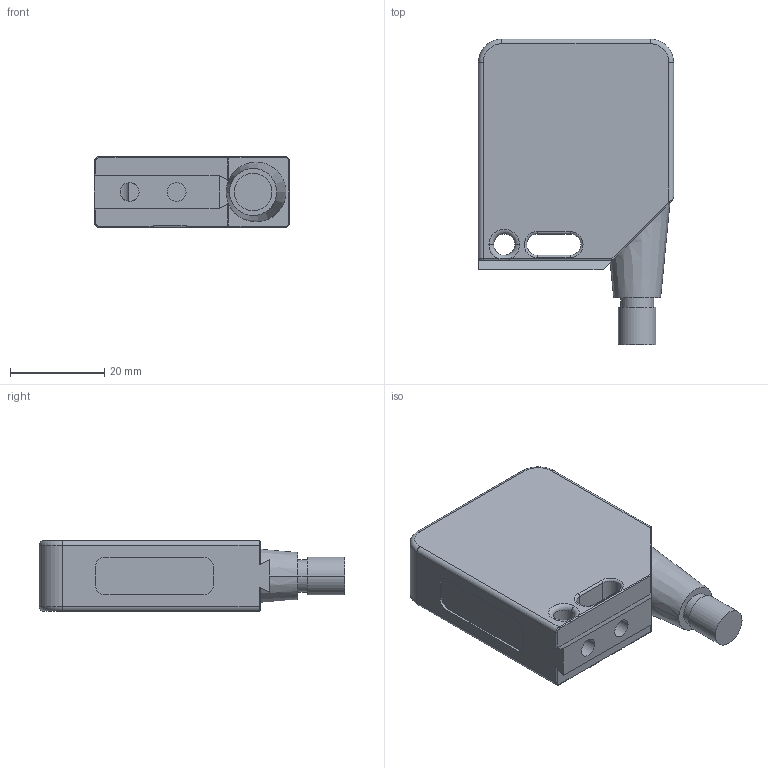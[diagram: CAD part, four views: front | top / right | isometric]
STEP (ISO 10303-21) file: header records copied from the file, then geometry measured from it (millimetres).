
FILE_DESCRIPTION((''),'2;1');
FILE_NAME('MLV12_95_E_F400292A','2006-01-03T',('Pepperl+Fuchs'),('Industriehansa'),'PRO/ENGINEER BY PARAMETRIC TECHNOLOGY CORPORATION, 2005290','PRO/ENGINEER BY PARAMETRIC TECHNOLOGY CORPORATION, 2005290','');
FILE_SCHEMA(('AUTOMOTIVE_DESIGN_CC2 { 1 2 10303 214 -1 1 5 2 }'));
Length unit declared in the file: millimetre
Products named in the file (1): MLV12_95_E_F400292A
Bounding box: 41.5 x 65 x 15 mm (x, y, z)
Volume: 28812.6 mm3; surface area: 7485.9 mm2
Topology: 1 solids, 1 shells, 88 faces, 227 edges, 154 vertices
Faces by surface type: cylinder 40, plane 23, torus 14, bspline 7, sphere 2, cone 2
Entity records: 3846 total; most frequent: CARTESIAN_POINT 851, DIRECTION 458, ORIENTED_EDGE 428, PRESENTATION_STYLE_ASSIGNMENT 240, STYLED_ITEM 234, CURVE_STYLE 229, EDGE_CURVE 214, AXIS2_PLACEMENT_3D 177
